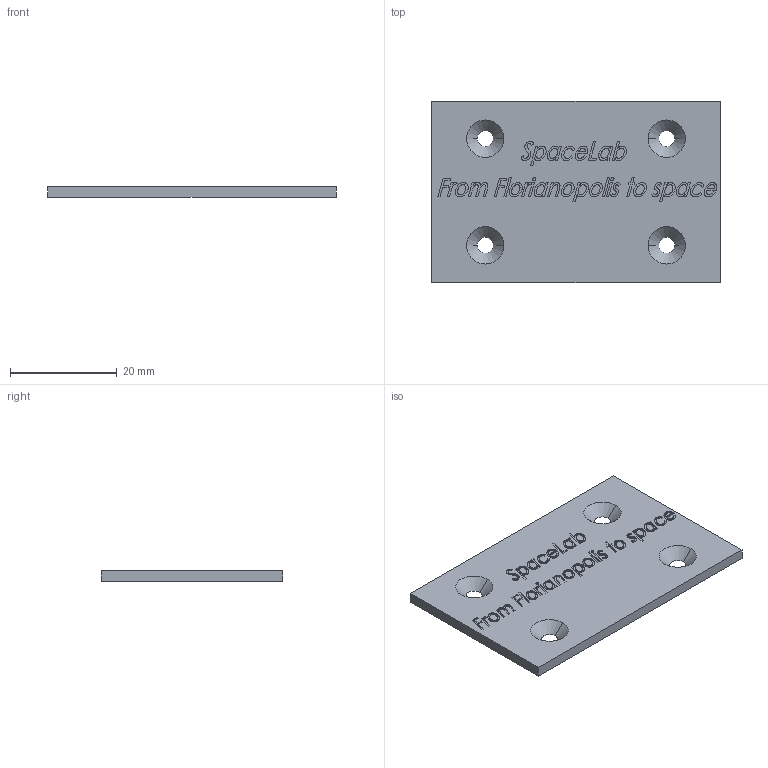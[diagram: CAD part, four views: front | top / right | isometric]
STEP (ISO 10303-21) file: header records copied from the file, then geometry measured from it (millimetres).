
FILE_DESCRIPTION (( 'STEP AP214' ), '1' );
FILE_NAME ('Peça2.STEP', '2023-05-29T22:33:14', ( '' ), ( '' ), 'SwSTEP 2.0', 'SolidWorks 2022', '' );
FILE_SCHEMA (( 'AUTOMOTIVE_DESIGN' ));
Length unit declared in the file: millimetre
Products named in the file (1): Peça2
Bounding box: 54 x 34 x 2 mm (x, y, z)
Volume: 3490.7 mm3; surface area: 4102.5 mm2
Topology: 1 solids, 1 shells, 436 faces, 1155 edges, 770 vertices
Faces by surface type: bspline 232, plane 196, cone 8
Entity records: 24205 total; most frequent: CARTESIAN_POINT 14906, ORIENTED_EDGE 2310, EDGE_CURVE 1155, DIRECTION 1117, VERTEX_POINT 770, VECTOR 675, LINE 675, EDGE_LOOP 493
